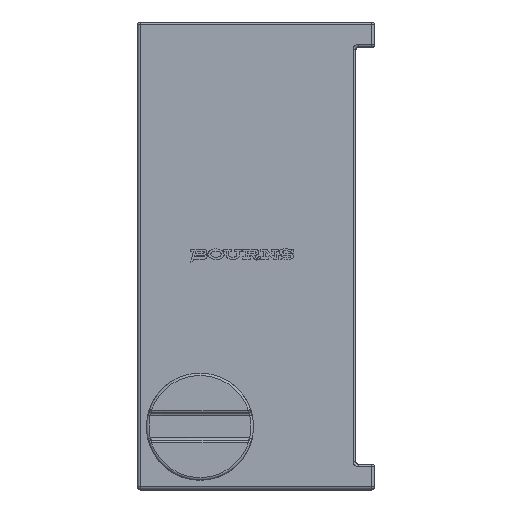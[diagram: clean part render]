
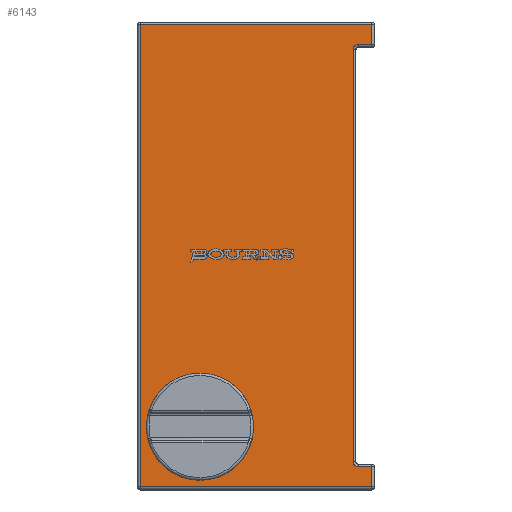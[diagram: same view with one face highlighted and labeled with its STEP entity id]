
A CAD part, top view. The second image highlights one B-rep face of the part: STEP entity #6143.
In plain terms, the highlighted face is planar.
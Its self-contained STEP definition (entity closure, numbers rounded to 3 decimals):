
#287=PLANE('',#6811);
#429=LINE('',#8905,#937);
#442=LINE('',#8995,#950);
#452=LINE('',#9054,#960);
#456=LINE('',#9081,#964);
#458=LINE('',#9084,#966);
#471=LINE('',#9111,#979);
#488=LINE('',#9136,#996);
#509=LINE('',#9168,#1017);
#937=VECTOR('',#7340,10.);
#950=VECTOR('',#7445,10.);
#960=VECTOR('',#7515,10.);
#964=VECTOR('',#7547,10.);
#966=VECTOR('',#7551,10.);
#979=VECTOR('',#7586,10.);
#996=VECTOR('',#7619,10.);
#1017=VECTOR('',#7662,10.);
#1821=FACE_OUTER_BOUND('',#2190,.T.);
#2190=EDGE_LOOP('',(#4642,#4643,#4644,#4645,#4646,#4647,#4648,#4649,#4650,
#4651));
#2512=CIRCLE('',#6636,0.1);
#2539=CIRCLE('',#6674,0.1);
#2677=VERTEX_POINT('',#8824);
#2679=VERTEX_POINT('',#8828);
#2694=VERTEX_POINT('',#8865);
#2706=VERTEX_POINT('',#8899);
#2707=VERTEX_POINT('',#8901);
#2732=VERTEX_POINT('',#8973);
#2737=VERTEX_POINT('',#8985);
#2753=VERTEX_POINT('',#9034);
#2756=VERTEX_POINT('',#9044);
#2766=VERTEX_POINT('',#9076);
#3299=EDGE_CURVE('',#2679,#2677,#2512,.T.);
#3332=EDGE_CURVE('',#2706,#2707,#2539,.T.);
#3334=EDGE_CURVE('',#2677,#2706,#429,.T.);
#3378=EDGE_CURVE('',#2707,#2737,#442,.T.);
#3407=EDGE_CURVE('',#2737,#2756,#452,.T.);
#3420=EDGE_CURVE('',#2756,#2766,#456,.T.);
#3422=EDGE_CURVE('',#2766,#2753,#458,.T.);
#3438=EDGE_CURVE('',#2753,#2732,#471,.T.);
#3455=EDGE_CURVE('',#2732,#2694,#488,.T.);
#3476=EDGE_CURVE('',#2694,#2679,#509,.T.);
#4642=ORIENTED_EDGE('',*,*,#3332,.F.);
#4643=ORIENTED_EDGE('',*,*,#3334,.F.);
#4644=ORIENTED_EDGE('',*,*,#3299,.F.);
#4645=ORIENTED_EDGE('',*,*,#3476,.F.);
#4646=ORIENTED_EDGE('',*,*,#3455,.F.);
#4647=ORIENTED_EDGE('',*,*,#3438,.F.);
#4648=ORIENTED_EDGE('',*,*,#3422,.F.);
#4649=ORIENTED_EDGE('',*,*,#3420,.F.);
#4650=ORIENTED_EDGE('',*,*,#3407,.F.);
#4651=ORIENTED_EDGE('',*,*,#3378,.F.);
#6143=ADVANCED_FACE('',(#1821),#287,.T.);
#6636=AXIS2_PLACEMENT_3D('',#8830,#7252,#7253);
#6674=AXIS2_PLACEMENT_3D('',#8902,#7334,#7335);
#6811=AXIS2_PLACEMENT_3D('',#9199,#7706,#7707);
#7252=DIRECTION('center_axis',(-1.,0.,0.));
#7253=DIRECTION('ref_axis',(0.,-0.707,0.707));
#7334=DIRECTION('center_axis',(-1.,0.,0.));
#7335=DIRECTION('ref_axis',(0.,0.707,0.707));
#7340=DIRECTION('',(0.,1.,0.));
#7445=DIRECTION('',(0.,0.,-1.));
#7515=DIRECTION('',(0.,1.,0.));
#7547=DIRECTION('',(0.,0.,1.));
#7551=DIRECTION('',(0.,-1.,0.));
#7586=DIRECTION('',(0.,0.,-1.));
#7619=DIRECTION('',(0.,1.,0.));
#7662=DIRECTION('',(0.,0.,1.));
#7706=DIRECTION('center_axis',(-1.,0.,0.));
#7707=DIRECTION('ref_axis',(0.,-1.,0.));
#8824=CARTESIAN_POINT('',(-0.493,-8.968,0.048));
#8828=CARTESIAN_POINT('',(-0.493,-9.068,-0.052));
#8830=CARTESIAN_POINT('Origin',(-0.493,-8.968,-0.052));
#8865=CARTESIAN_POINT('',(-0.493,-9.068,-0.333));
#8899=CARTESIAN_POINT('',(-0.493,-0.557,0.048));
#8901=CARTESIAN_POINT('',(-0.493,-0.457,-0.052));
#8902=CARTESIAN_POINT('Origin',(-0.493,-0.557,-0.052));
#8905=CARTESIAN_POINT('',(-0.493,0.,0.048));
#8973=CARTESIAN_POINT('',(-0.493,-9.478,-0.333));
#8985=CARTESIAN_POINT('',(-0.493,-0.457,-0.333));
#8995=CARTESIAN_POINT('',(-0.493,-0.457,2.223));
#9034=CARTESIAN_POINT('',(-0.493,-9.478,4.397));
#9044=CARTESIAN_POINT('',(-0.493,-0.048,-0.333));
#9054=CARTESIAN_POINT('',(-0.493,0.,-0.333));
#9076=CARTESIAN_POINT('',(-0.493,-0.048,4.397));
#9081=CARTESIAN_POINT('',(-0.493,-0.048,0.));
#9084=CARTESIAN_POINT('',(-0.493,0.,4.397));
#9111=CARTESIAN_POINT('',(-0.493,-9.478,0.));
#9136=CARTESIAN_POINT('',(-0.493,0.,-0.333));
#9168=CARTESIAN_POINT('',(-0.493,-9.068,2.223));
#9199=CARTESIAN_POINT('Origin',(-0.493,0.,0.));
